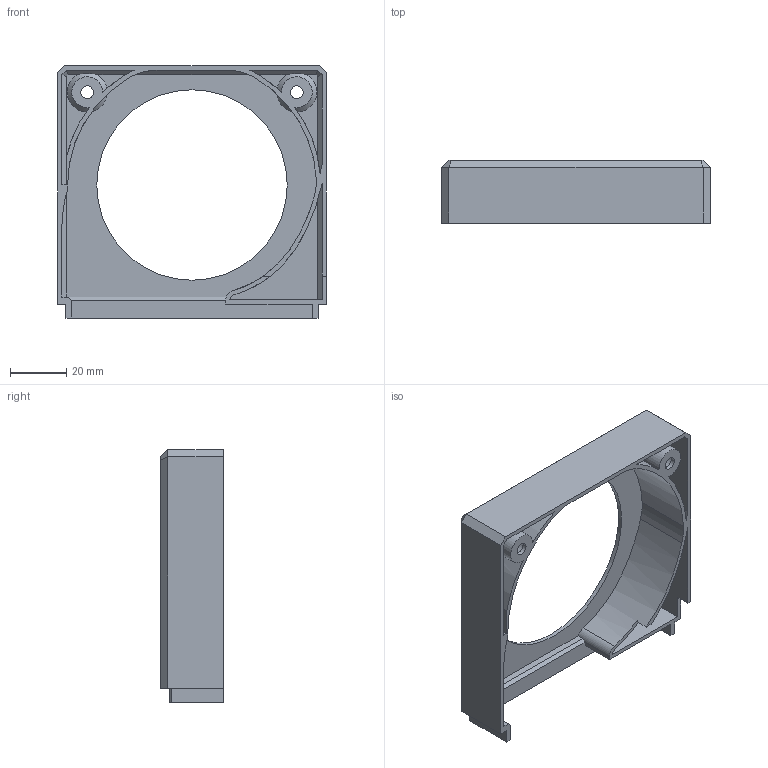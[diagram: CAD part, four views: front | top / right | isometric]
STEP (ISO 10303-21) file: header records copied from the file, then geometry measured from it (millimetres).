
FILE_DESCRIPTION(/* description */ (''),/* implementation_level */ '2;1');
FILE_NAME(/* name */ 'Case_top v19.step',/* time_stamp */ '2021-09-01T20:41:06+02:00',/* author */ (''),/* organization */ (''),/* preprocessor_version */ 'ST-DEVELOPER v18.1',/* originating_system */ 'Autodesk Translation Framework v10.10.0.1391',/* authorisation */ '');
FILE_SCHEMA (('AUTOMOTIVE_DESIGN { 1 0 10303 214 3 1 1 }'));
Length unit declared in the file: millimetre
Products named in the file (1): Case_top
Bounding box: 96 x 22.4 x 90 mm (x, y, z)
Volume: 23553.4 mm3; surface area: 30797 mm2
Topology: 1 solids, 1 shells, 93 faces, 242 edges, 157 vertices
Faces by surface type: plane 63, cylinder 20, cone 6, bspline 4
Full cylindrical faces by diameter (mm): 4.5 x2, 8 x2, 68 x1
Entity records: 3055 total; most frequent: CARTESIAN_POINT 737, ORIENTED_EDGE 484, DIRECTION 453, EDGE_CURVE 242, LINE 161, VECTOR 161, VERTEX_POINT 157, AXIS2_PLACEMENT_3D 146
